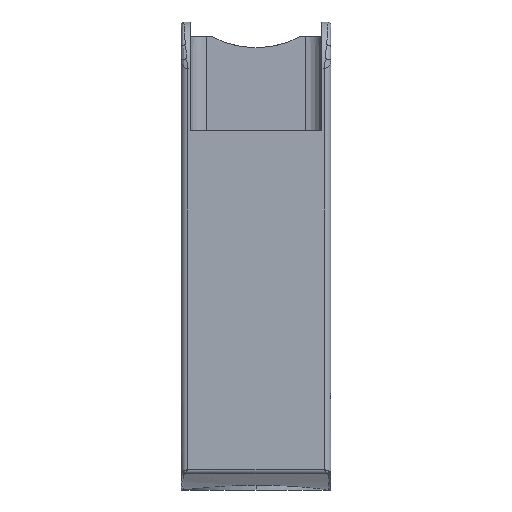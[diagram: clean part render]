
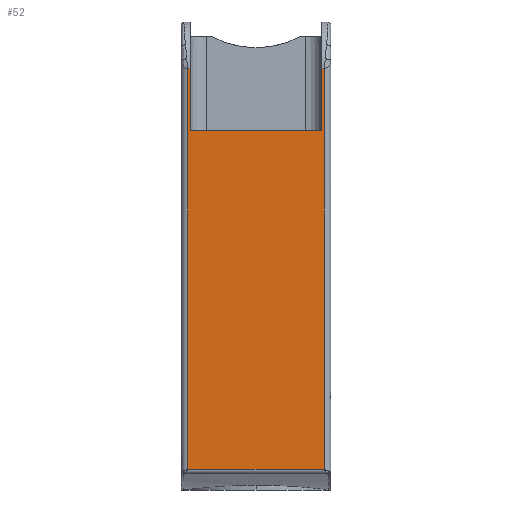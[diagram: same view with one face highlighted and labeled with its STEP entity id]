
A CAD part, left-side view. The second image highlights one B-rep face of the part: STEP entity #52.
In plain terms, the highlighted planar face has unit normal (-1, 0, 0).
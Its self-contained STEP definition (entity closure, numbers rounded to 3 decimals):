
#52=ADVANCED_FACE('',(#260),#261,.T.);
#260=FACE_OUTER_BOUND('',#674,.T.);
#261=PLANE('',#675);
#674=EDGE_LOOP('',(#3123,#3124,#3125,#3126,#3127,#3128,#3129,#3130));
#675=AXIS2_PLACEMENT_3D('',#3131,#3132,#3133);
#3123=ORIENTED_EDGE('',*,*,#4645,.T.);
#3124=ORIENTED_EDGE('',*,*,#4639,.F.);
#3125=ORIENTED_EDGE('',*,*,#4646,.F.);
#3126=ORIENTED_EDGE('',*,*,#4647,.F.);
#3127=ORIENTED_EDGE('',*,*,#4648,.T.);
#3128=ORIENTED_EDGE('',*,*,#4649,.F.);
#3129=ORIENTED_EDGE('',*,*,#4650,.T.);
#3130=ORIENTED_EDGE('',*,*,#4651,.T.);
#3131=CARTESIAN_POINT('',(-15.0,8.0,-13.575));
#3132=DIRECTION('',(-1.0,0.0,0.0));
#3133=DIRECTION('',(0.0,0.0,1.0));
#4639=EDGE_CURVE('',#5193,#5194,#5195,.T.);
#4645=EDGE_CURVE('',#5205,#5194,#5206,.T.);
#4646=EDGE_CURVE('',#5207,#5193,#5208,.T.);
#4647=EDGE_CURVE('',#5209,#5207,#5210,.T.);
#4648=EDGE_CURVE('',#5209,#5211,#5212,.T.);
#4649=EDGE_CURVE('',#5213,#5211,#5214,.T.);
#4650=EDGE_CURVE('',#5213,#5215,#5216,.T.);
#4651=EDGE_CURVE('',#5215,#5205,#5217,.T.);
#5193=VERTEX_POINT('',#6068);
#5194=VERTEX_POINT('',#6069);
#5195=LINE('',#6070,#6071);
#5205=VERTEX_POINT('',#6139);
#5206=LINE('',#6140,#6141);
#5207=VERTEX_POINT('',#6142);
#5208=LINE('',#6143,#6144);
#5209=VERTEX_POINT('',#6145);
#5210=LINE('',#6146,#6147);
#5211=VERTEX_POINT('',#6148);
#5212=LINE('',#6149,#6150);
#5213=VERTEX_POINT('',#6151);
#5214=LINE('',#6152,#6153);
#5215=VERTEX_POINT('',#6154);
#5216=LINE('',#6155,#6156);
#5217=LINE('',#6157,#6158);
#6068=CARTESIAN_POINT('',(-15.0,-7.028,30.925));
#6069=CARTESIAN_POINT('',(-15.,-7.3,30.925));
#6070=CARTESIAN_POINT('',(-15.0,-7.028,30.925));
#6071=VECTOR('',#8387,0.272);
#6139=CARTESIAN_POINT('',(-15.0,-7.3,-11.871));
#6140=CARTESIAN_POINT('',(-15.0,-7.3,-11.871));
#6141=VECTOR('',#8389,42.796);
#6142=CARTESIAN_POINT('',(-15.0,-7.005,24.375));
#6143=CARTESIAN_POINT('',(-15.0,-7.005,24.375));
#6144=VECTOR('',#8390,6.55);
#6145=CARTESIAN_POINT('',(-15.0,7.005,24.375));
#6146=CARTESIAN_POINT('',(-15.0,7.005,24.375));
#6147=VECTOR('',#8391,14.01);
#6148=CARTESIAN_POINT('',(-15.0,7.028,30.925));
#6149=CARTESIAN_POINT('',(-15.0,7.005,24.375));
#6150=VECTOR('',#8392,6.55);
#6151=CARTESIAN_POINT('',(-15.0,7.3,30.925));
#6152=CARTESIAN_POINT('',(-15.0,7.3,30.925));
#6153=VECTOR('',#8393,0.272);
#6154=CARTESIAN_POINT('',(-15.0,7.3,-11.871));
#6155=CARTESIAN_POINT('',(-15.0,7.3,30.925));
#6156=VECTOR('',#8394,42.796);
#6157=CARTESIAN_POINT('',(-15.0,7.3,-11.871));
#6158=VECTOR('',#8395,14.6);
#8387=DIRECTION('',(0.,-1.,0.));
#8389=DIRECTION('',(0.,0.,1.0));
#8390=DIRECTION('',(0.0,-0.003,1.));
#8391=DIRECTION('',(0.0,-1.0,0.0));
#8392=DIRECTION('',(0.0,0.003,1.));
#8393=DIRECTION('',(0.0,-1.0,0.));
#8394=DIRECTION('',(0.0,0.0,-1.0));
#8395=DIRECTION('',(0.0,-1.0,0.0));
